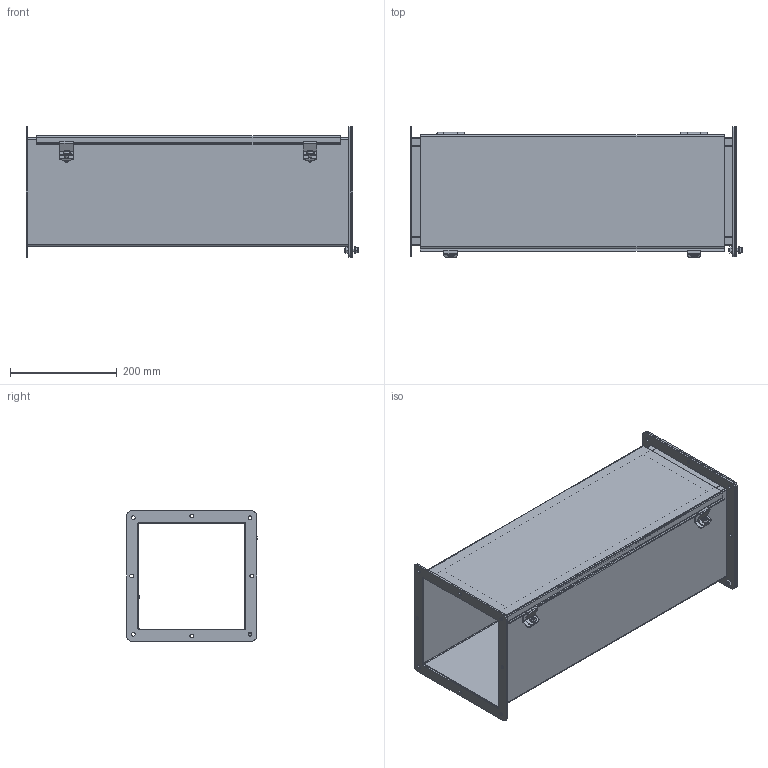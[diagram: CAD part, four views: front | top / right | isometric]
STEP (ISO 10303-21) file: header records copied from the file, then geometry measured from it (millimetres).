
FILE_DESCRIPTION (( 'STEP AP203' ), '1' );
FILE_NAME ('1487E24SS.step', '2020-11-17T21:15:08', ( 'ADC123' ), ( 'Microsoft' ), 'SwSTEP 2.0', 'SolidWorks 2019', '' );
FILE_SCHEMA (( 'CONFIG_CONTROL_DESIGN' ));
Length unit declared in the file: inch
Products named in the file (1): 1487E24SS
Bounding box: 623.46 x 245.79 x 244.47 mm (x, y, z)
Volume: 1316046.5 mm3; surface area: 1316890.3 mm2
Topology: 27 solids, 27 shells, 554 faces, 1419 edges, 938 vertices
Faces by surface type: plane 350, cylinder 152, bspline 38, cone 10, torus 4
Full cylindrical faces by diameter (mm): 4.572 x2, 4.976 x1, 5.41 x2, 6.35 x3, 6.553 x1, 7.137 x24, 12.192 x2, 12.7 x1
Entity records: 18880 total; most frequent: CARTESIAN_POINT 5590, ORIENTED_EDGE 2722, DIRECTION 2573, EDGE_CURVE 1361, VERTEX_POINT 930, LINE 927, VECTOR 927, AXIS2_PLACEMENT_3D 823
